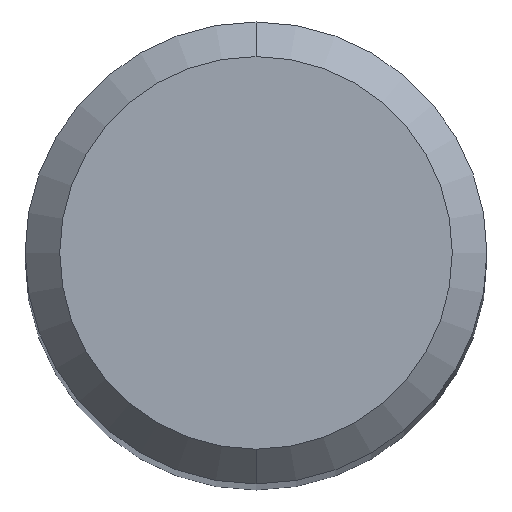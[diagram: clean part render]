
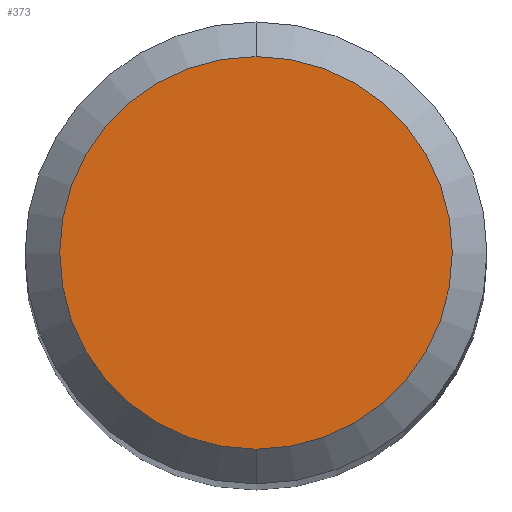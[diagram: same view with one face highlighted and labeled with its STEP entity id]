
A CAD part, top view. The second image highlights one B-rep face of the part: STEP entity #373.
In plain terms, the highlighted planar face has unit normal (0, 0, 1).
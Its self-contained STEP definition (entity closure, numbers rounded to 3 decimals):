
#373=ADVANCED_FACE('',(#1040),#1041,.T.);
#403=EDGE_CURVE('',#553,#683,#1072,.T.);
#553=VERTEX_POINT('',#1237);
#683=VERTEX_POINT('',#1375);
#793=EDGE_CURVE('',#683,#553,#1499,.T.);
#1040=FACE_OUTER_BOUND('',#1780,.T.);
#1041=PLANE('',#1781);
#1072=CIRCLE('',#1923,1.7);
#1237=CARTESIAN_POINT('',(0.0,1.7,0.0));
#1375=CARTESIAN_POINT('',(0.,-1.7,0.0));
#1499=CIRCLE('',#3109,1.7);
#1780=EDGE_LOOP('',(#3959,#3960));
#1781=AXIS2_PLACEMENT_3D('',#3961,#3962,#3963);
#1923=AXIS2_PLACEMENT_3D('',#3979,#3980,#3981);
#3109=AXIS2_PLACEMENT_3D('',#4481,#4482,#4483);
#3959=ORIENTED_EDGE('',*,*,#403,.F.);
#3960=ORIENTED_EDGE('',*,*,#793,.F.);
#3961=CARTESIAN_POINT('',(0.0,0.85,0.0));
#3962=DIRECTION('',(-0.0,0.0,1.0));
#3963=DIRECTION('',(0.0,-1.0,0.0));
#3979=CARTESIAN_POINT('',(0.0,0.0,0.0));
#3980=DIRECTION('',(0.0,0.0,-1.0));
#3981=DIRECTION('',(0.0,1.0,0.0));
#4481=CARTESIAN_POINT('',(0.0,0.0,0.0));
#4482=DIRECTION('',(0.0,0.0,-1.0));
#4483=DIRECTION('',(0.0,1.0,0.0));
